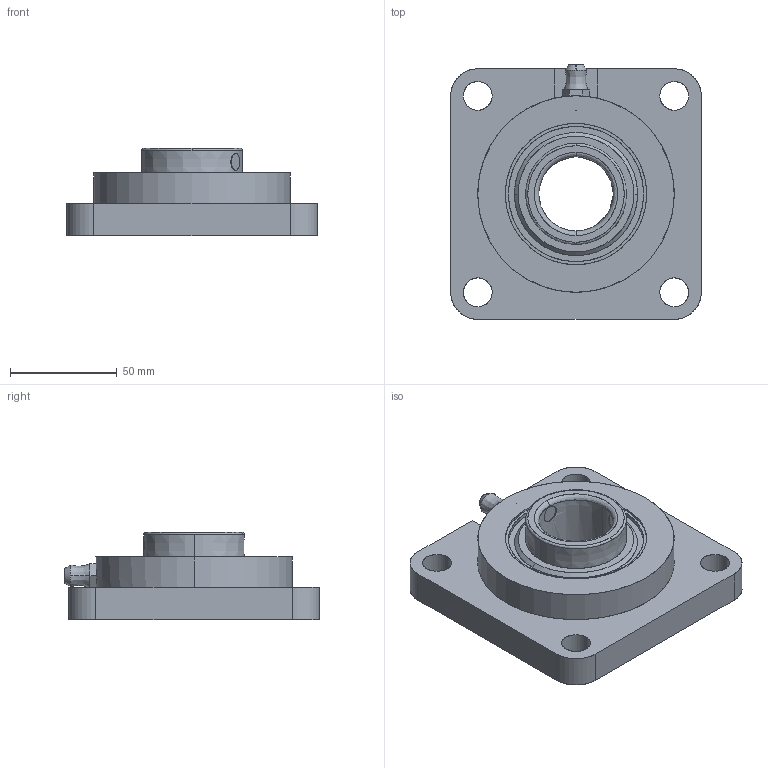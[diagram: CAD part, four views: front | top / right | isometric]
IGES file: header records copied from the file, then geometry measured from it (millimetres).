
Start section: SolidWorks IGES file using analytic representation for surfaces
Global section: file name: VFDEFAU1030940468042.igs; native system: SolidWorks 2009; preprocessor: SolidWorks 2009; author: partstream; date: 081030.094048; units: inch
Bounding box: 117.47 x 119.44 x 40.88 mm (x, y, z)
Surface area: 46998.1 mm2 (no closed solid volume)
Topology: 0 solids, 0 shells, 129 faces, 2590 edges, 2590 vertices
Faces by surface type: bspline 85, revolution 44
